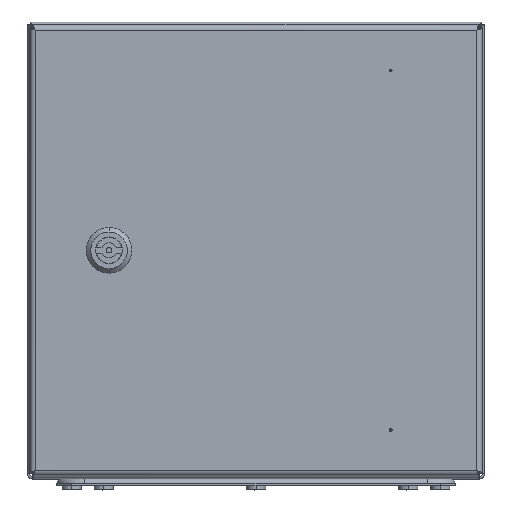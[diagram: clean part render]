
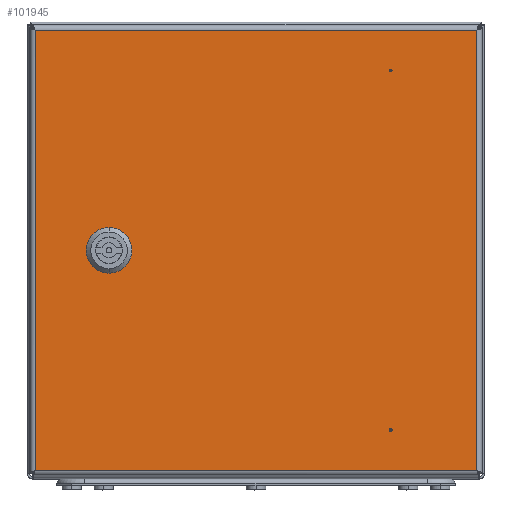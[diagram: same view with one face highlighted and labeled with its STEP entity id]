
A CAD part, top view. The second image highlights one B-rep face of the part: STEP entity #101945.
In plain terms, the highlighted planar face has unit normal (0, 0, 1).
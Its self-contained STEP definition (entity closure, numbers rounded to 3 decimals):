
#97 = EDGE_CURVE ( 'NONE', #11507, #24676, #75103, .T. ) ;
#116 = VERTEX_POINT ( 'NONE', #85993 ) ;
#1335 = CARTESIAN_POINT ( 'NONE',  ( 88.5, -118.883, 0. ) ) ;
#2402 = DIRECTION ( 'NONE',  ( 0., -1., 0. ) ) ;
#2929 = ORIENTED_EDGE ( 'NONE', *, *, #18617, .T. ) ;
#4037 = ORIENTED_EDGE ( 'NONE', *, *, #10024, .T. ) ;
#5244 = EDGE_CURVE ( 'NONE', #24676, #74236, #8504, .T. ) ;
#5685 = AXIS2_PLACEMENT_3D ( 'NONE', #101585, #101917, #52906 ) ;
#6024 = ORIENTED_EDGE ( 'NONE', *, *, #55057, .T. ) ;
#6206 = CARTESIAN_POINT ( 'NONE',  ( 88.5, 118., 0. ) ) ;
#6246 = CARTESIAN_POINT ( 'NONE',  ( -86.5, 5.154, 0. ) ) ;
#6279 = EDGE_LOOP ( 'NONE', ( #6024, #39373 ) ) ;
#6957 = DIRECTION ( 'NONE',  ( 1., 0., 0. ) ) ;
#7324 = ORIENTED_EDGE ( 'NONE', *, *, #30193, .T. ) ;
#8089 = EDGE_CURVE ( 'NONE', #46911, #96824, #102452, .T. ) ;
#8103 = CARTESIAN_POINT ( 'NONE',  ( -101.654, -10., 0. ) ) ;
#8504 = LINE ( 'NONE', #82864, #92265 ) ;
#9748 = CARTESIAN_POINT ( 'NONE',  ( 0., 0., 0. ) ) ;
#10024 = EDGE_CURVE ( 'NONE', #86532, #67665, #35806, .T. ) ;
#10743 = DIRECTION ( 'NONE',  ( 1., 0., 0. ) ) ;
#11507 = VERTEX_POINT ( 'NONE', #77633 ) ;
#12822 = LINE ( 'NONE', #81010, #82600 ) ;
#13832 = VERTEX_POINT ( 'NONE', #6246 ) ;
#15390 = FACE_BOUND ( 'NONE', #6279, .T. ) ;
#16127 = CIRCLE ( 'NONE', #17559, 0.883 ) ;
#16254 = DIRECTION ( 'NONE',  ( 1., 0., 0. ) ) ;
#16528 = VECTOR ( 'NONE', #84511, 1000. ) ;
#16547 = ORIENTED_EDGE ( 'NONE', *, *, #102825, .F. ) ;
#16931 = ORIENTED_EDGE ( 'NONE', *, *, #101858, .F. ) ;
#17559 = AXIS2_PLACEMENT_3D ( 'NONE', #64157, #81086, #49114 ) ;
#18065 = DIRECTION ( 'NONE',  ( 1., 0., 0. ) ) ;
#18617 = EDGE_CURVE ( 'NONE', #19026, #116, #97085, .T. ) ;
#19026 = VERTEX_POINT ( 'NONE', #89329 ) ;
#21450 = ORIENTED_EDGE ( 'NONE', *, *, #5244, .F. ) ;
#21734 = LINE ( 'NONE', #8103, #80088 ) ;
#21840 = ORIENTED_EDGE ( 'NONE', *, *, #33393, .F. ) ;
#24676 = VERTEX_POINT ( 'NONE', #39272 ) ;
#24962 = EDGE_CURVE ( 'NONE', #50458, #28175, #37283, .T. ) ;
#26719 = CARTESIAN_POINT ( 'NONE',  ( -91.346, -10., 0. ) ) ;
#26760 = PLANE ( 'NONE',  #57537 ) ;
#28175 = VERTEX_POINT ( 'NONE', #59048 ) ;
#28811 = CARTESIAN_POINT ( 'NONE',  ( 145.1, -146.246, 0. ) ) ;
#30193 = EDGE_CURVE ( 'NONE', #116, #46911, #76952, .T. ) ;
#30272 = CARTESIAN_POINT ( 'NONE',  ( -91.346, 10., 0. ) ) ;
#31015 = CARTESIAN_POINT ( 'NONE',  ( -96.5, 0., 0. ) ) ;
#33393 = EDGE_CURVE ( 'NONE', #74236, #40107, #86212, .T. ) ;
#34330 = CARTESIAN_POINT ( 'NONE',  ( -101.654, -10., 0. ) ) ;
#35442 = ORIENTED_EDGE ( 'NONE', *, *, #8089, .T. ) ;
#35806 = CIRCLE ( 'NONE', #75406, 0.883 ) ;
#37283 = CIRCLE ( 'NONE', #77396, 11.25 ) ;
#37510 = EDGE_LOOP ( 'NONE', ( #2929, #7324, #35442, #37697 ) ) ;
#37697 = ORIENTED_EDGE ( 'NONE', *, *, #82728, .T. ) ;
#39272 = CARTESIAN_POINT ( 'NONE',  ( -106.5, 5.154, 0. ) ) ;
#39373 = ORIENTED_EDGE ( 'NONE', *, *, #90137, .T. ) ;
#39416 = FACE_OUTER_BOUND ( 'NONE', #37510, .T. ) ;
#39837 = DIRECTION ( 'NONE',  ( 0., -1., 0. ) ) ;
#39865 = ORIENTED_EDGE ( 'NONE', *, *, #95844, .F. ) ;
#40107 = VERTEX_POINT ( 'NONE', #34330 ) ;
#40738 = AXIS2_PLACEMENT_3D ( 'NONE', #54257, #95774, #95412 ) ;
#42925 = DIRECTION ( 'NONE',  ( 0., 0., 1. ) ) ;
#44183 = CARTESIAN_POINT ( 'NONE',  ( -146.746, -144.6, 0. ) ) ;
#45888 = CARTESIAN_POINT ( 'NONE',  ( 88.5, 117.117, 0. ) ) ;
#46911 = VERTEX_POINT ( 'NONE', #100246 ) ;
#47684 = VECTOR ( 'NONE', #39837, 1000. ) ;
#49114 = DIRECTION ( 'NONE',  ( 1., 0., 0. ) ) ;
#49648 = EDGE_CURVE ( 'NONE', #67665, #86532, #16127, .T. ) ;
#50458 = VERTEX_POINT ( 'NONE', #26719 ) ;
#51235 = DIRECTION ( 'NONE',  ( 0., 0., -1. ) ) ;
#52732 = DIRECTION ( 'NONE',  ( 1., 0., 0. ) ) ;
#52906 = DIRECTION ( 'NONE',  ( 1., 0., 0. ) ) ;
#53530 = ORIENTED_EDGE ( 'NONE', *, *, #24962, .F. ) ;
#53690 = DIRECTION ( 'NONE',  ( 1., 0., 0. ) ) ;
#54257 = CARTESIAN_POINT ( 'NONE',  ( 88.5, -118., 0. ) ) ;
#55057 = EDGE_CURVE ( 'NONE', #64851, #58104, #86333, .T. ) ;
#57537 = AXIS2_PLACEMENT_3D ( 'NONE', #9748, #83451, #83794 ) ;
#58104 = VERTEX_POINT ( 'NONE', #90112 ) ;
#58806 = DIRECTION ( 'NONE',  ( 0., 0., 1. ) ) ;
#59048 = CARTESIAN_POINT ( 'NONE',  ( -86.5, -5.154, 0. ) ) ;
#64157 = CARTESIAN_POINT ( 'NONE',  ( 88.5, 118., 0. ) ) ;
#64851 = VERTEX_POINT ( 'NONE', #1335 ) ;
#66918 = CARTESIAN_POINT ( 'NONE',  ( 88.5, -118., 0. ) ) ;
#67665 = VERTEX_POINT ( 'NONE', #45888 ) ;
#68058 = CARTESIAN_POINT ( 'NONE',  ( -86.5, 5.154, 0. ) ) ;
#71084 = DIRECTION ( 'NONE',  ( 0., 0., -1. ) ) ;
#71874 = VECTOR ( 'NONE', #52732, 1000. ) ;
#72437 = CARTESIAN_POINT ( 'NONE',  ( 88.5, 118.883, 0. ) ) ;
#72890 = EDGE_CURVE ( 'NONE', #28175, #13832, #93936, .T. ) ;
#73142 = CIRCLE ( 'NONE', #5685, 11.25 ) ;
#74093 = CARTESIAN_POINT ( 'NONE',  ( -106.5, -5.154, 0. ) ) ;
#74236 = VERTEX_POINT ( 'NONE', #74093 ) ;
#75103 = CIRCLE ( 'NONE', #80930, 11.25 ) ;
#75406 = AXIS2_PLACEMENT_3D ( 'NONE', #6206, #71084, #53690 ) ;
#75960 = EDGE_LOOP ( 'NONE', ( #96556, #16931, #39865, #76246, #53530, #16547, #21840, #21450 ) ) ;
#76246 = ORIENTED_EDGE ( 'NONE', *, *, #72890, .F. ) ;
#76952 = LINE ( 'NONE', #96307, #47684 ) ;
#77396 = AXIS2_PLACEMENT_3D ( 'NONE', #98918, #58806, #18065 ) ;
#77633 = CARTESIAN_POINT ( 'NONE',  ( -101.654, 10., 0. ) ) ;
#80088 = VECTOR ( 'NONE', #16254, 1000. ) ;
#80865 = EDGE_LOOP ( 'NONE', ( #4037, #90367 ) ) ;
#80930 = AXIS2_PLACEMENT_3D ( 'NONE', #31015, #96291, #6957 ) ;
#81010 = CARTESIAN_POINT ( 'NONE',  ( -101.654, 10., 0. ) ) ;
#81086 = DIRECTION ( 'NONE',  ( 0., 0., -1. ) ) ;
#81204 = LINE ( 'NONE', #28811, #16528 ) ;
#81353 = DIRECTION ( 'NONE',  ( -1., 0., 0. ) ) ;
#81382 = DIRECTION ( 'NONE',  ( -1., 0., 0. ) ) ;
#81721 = CIRCLE ( 'NONE', #97820, 0.883 ) ;
#82600 = VECTOR ( 'NONE', #81353, 1000. ) ;
#82728 = EDGE_CURVE ( 'NONE', #96824, #19026, #81204, .T. ) ;
#82864 = CARTESIAN_POINT ( 'NONE',  ( -106.5, 5.154, 0. ) ) ;
#83451 = DIRECTION ( 'NONE',  ( 0., 0., 1. ) ) ;
#83709 = VECTOR ( 'NONE', #101052, 1000. ) ;
#83794 = DIRECTION ( 'NONE',  ( 1., 0., 0. ) ) ;
#84511 = DIRECTION ( 'NONE',  ( 0., 1., 0. ) ) ;
#85993 = CARTESIAN_POINT ( 'NONE',  ( -145.1, 144.6, 0. ) ) ;
#86212 = CIRCLE ( 'NONE', #92048, 11.25 ) ;
#86333 = CIRCLE ( 'NONE', #40738, 0.883 ) ;
#86532 = VERTEX_POINT ( 'NONE', #72437 ) ;
#89329 = CARTESIAN_POINT ( 'NONE',  ( 145.1, 144.6, 0. ) ) ;
#89438 = VECTOR ( 'NONE', #81382, 1000. ) ;
#90112 = CARTESIAN_POINT ( 'NONE',  ( 88.5, -117.117, 0. ) ) ;
#90137 = EDGE_CURVE ( 'NONE', #58104, #64851, #81721, .T. ) ;
#90367 = ORIENTED_EDGE ( 'NONE', *, *, #49648, .T. ) ;
#91514 = VERTEX_POINT ( 'NONE', #30272 ) ;
#91598 = CARTESIAN_POINT ( 'NONE',  ( -96.5, 0., 0. ) ) ;
#92048 = AXIS2_PLACEMENT_3D ( 'NONE', #91598, #42925, #10743 ) ;
#92265 = VECTOR ( 'NONE', #2402, 1000. ) ;
#93063 = CARTESIAN_POINT ( 'NONE',  ( 145.1, -144.6, 0. ) ) ;
#93936 = LINE ( 'NONE', #68058, #83709 ) ;
#95412 = DIRECTION ( 'NONE',  ( 1., 0., 0. ) ) ;
#95774 = DIRECTION ( 'NONE',  ( 0., 0., -1. ) ) ;
#95844 = EDGE_CURVE ( 'NONE', #13832, #91514, #73142, .T. ) ;
#96291 = DIRECTION ( 'NONE',  ( 0., 0., 1. ) ) ;
#96307 = CARTESIAN_POINT ( 'NONE',  ( -145.1, 146.246, 0. ) ) ;
#96556 = ORIENTED_EDGE ( 'NONE', *, *, #97, .F. ) ;
#96588 = FACE_BOUND ( 'NONE', #75960, .T. ) ;
#96824 = VERTEX_POINT ( 'NONE', #93063 ) ;
#97085 = LINE ( 'NONE', #105249, #89438 ) ;
#97820 = AXIS2_PLACEMENT_3D ( 'NONE', #66918, #51235, #99924 ) ;
#98918 = CARTESIAN_POINT ( 'NONE',  ( -96.5, 0., 0. ) ) ;
#99924 = DIRECTION ( 'NONE',  ( 1., 0., 0. ) ) ;
#100246 = CARTESIAN_POINT ( 'NONE',  ( -145.1, -144.6, 0. ) ) ;
#101052 = DIRECTION ( 'NONE',  ( 0., 1., 0. ) ) ;
#101585 = CARTESIAN_POINT ( 'NONE',  ( -96.5, 0., 0. ) ) ;
#101858 = EDGE_CURVE ( 'NONE', #91514, #11507, #12822, .T. ) ;
#101917 = DIRECTION ( 'NONE',  ( 0., 0., 1. ) ) ;
#101945 = ADVANCED_FACE ( 'NONE', ( #15390, #104388, #96588, #39416 ), #26760, .T. ) ;
#102452 = LINE ( 'NONE', #44183, #71874 ) ;
#102825 = EDGE_CURVE ( 'NONE', #40107, #50458, #21734, .T. ) ;
#104388 = FACE_BOUND ( 'NONE', #80865, .T. ) ;
#105249 = CARTESIAN_POINT ( 'NONE',  ( 146.746, 144.6, 0. ) ) ;
